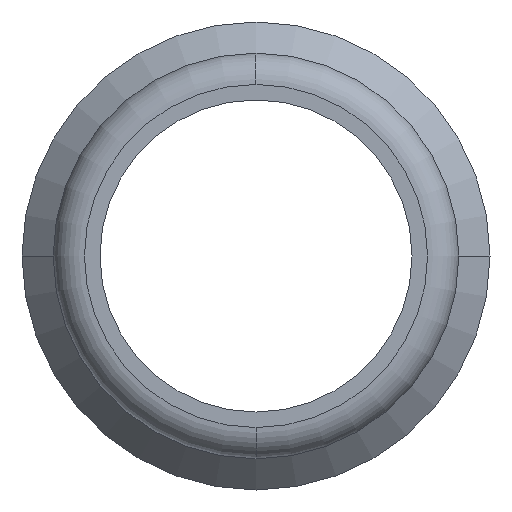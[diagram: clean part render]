
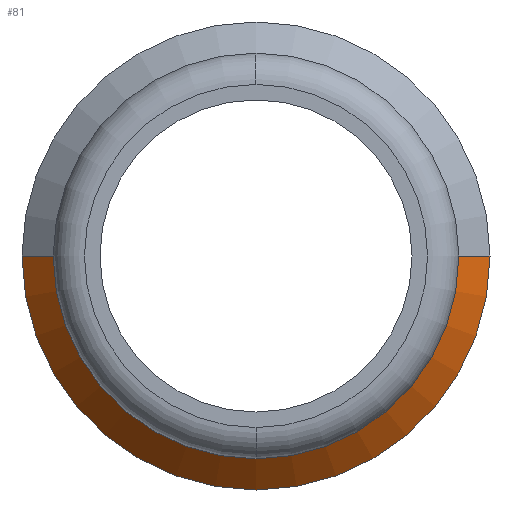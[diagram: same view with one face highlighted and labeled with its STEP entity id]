
A CAD part, front view. The second image highlights one B-rep face of the part: STEP entity #81.
In plain terms, the highlighted conical face has half-angle 45 degrees and reference radius 7 mm.
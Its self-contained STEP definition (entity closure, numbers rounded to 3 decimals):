
#81=ADVANCED_FACE('',(#185),#186,.T.);
#185=FACE_OUTER_BOUND('',#316,.T.);
#186=CONICAL_SURFACE('',#317,7.0,0.785);
#316=EDGE_LOOP('',(#488,#489,#490,#491));
#317=AXIS2_PLACEMENT_3D('',#492,#493,#494);
#488=ORIENTED_EDGE('',*,*,#779,.F.);
#489=ORIENTED_EDGE('',*,*,#780,.T.);
#490=ORIENTED_EDGE('',*,*,#781,.F.);
#491=ORIENTED_EDGE('',*,*,#776,.F.);
#492=CARTESIAN_POINT('',(0.0,4.8,0.0));
#493=DIRECTION('',(-0.0,1.0,-0.0));
#494=DIRECTION('',(1.0,0.0,0.0));
#776=EDGE_CURVE('',#922,#924,#925,.T.);
#779=EDGE_CURVE('',#928,#922,#929,.T.);
#780=EDGE_CURVE('',#928,#930,#931,.T.);
#781=EDGE_CURVE('',#924,#930,#932,.T.);
#922=VERTEX_POINT('',#1109);
#924=VERTEX_POINT('',#1112);
#925=CIRCLE('',#1113,7.5);
#928=VERTEX_POINT('',#1117);
#929=LINE('',#1118,#1119);
#930=VERTEX_POINT('',#1120);
#931=CIRCLE('',#1121,6.5);
#932=LINE('',#1122,#1123);
#1109=CARTESIAN_POINT('',(7.5,5.3,0.0));
#1112=CARTESIAN_POINT('',(-7.5,5.3,0.));
#1113=AXIS2_PLACEMENT_3D('',#1300,#1301,#1302);
#1117=CARTESIAN_POINT('',(6.5,4.3,0.0));
#1118=CARTESIAN_POINT('',(7.0,4.8,0.));
#1119=VECTOR('',#1304,1.0);
#1120=CARTESIAN_POINT('',(-6.5,4.3,0.));
#1121=AXIS2_PLACEMENT_3D('',#1305,#1306,#1307);
#1122=CARTESIAN_POINT('',(-7.0,4.8,0.));
#1123=VECTOR('',#1308,1.0);
#1300=CARTESIAN_POINT('',(0.0,5.3,0.0));
#1301=DIRECTION('',(-0.0,1.0,0.0));
#1302=DIRECTION('',(1.0,0.0,0.0));
#1304=DIRECTION('',(0.707,0.707,0.));
#1305=CARTESIAN_POINT('',(0.0,4.3,0.0));
#1306=DIRECTION('',(-0.0,1.0,0.0));
#1307=DIRECTION('',(1.0,0.0,0.0));
#1308=DIRECTION('',(0.707,-0.707,0.));
